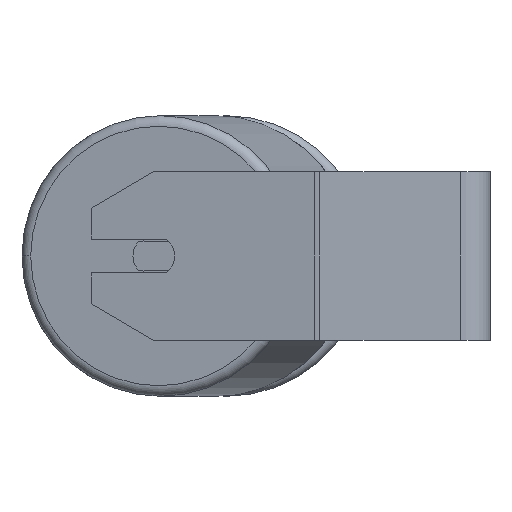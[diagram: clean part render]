
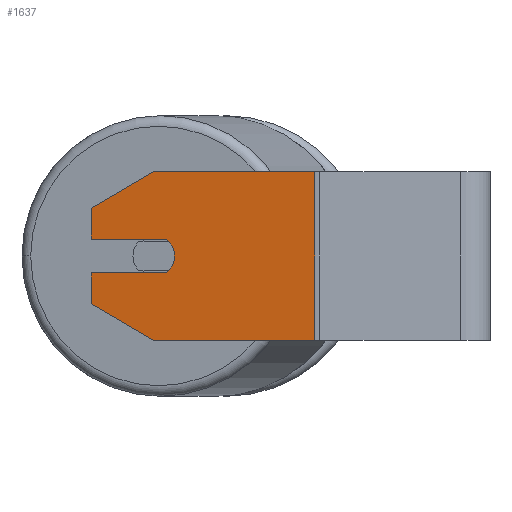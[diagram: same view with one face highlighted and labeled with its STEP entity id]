
A CAD part, left-side view. The second image highlights one B-rep face of the part: STEP entity #1637.
In plain terms, the highlighted planar face has unit normal (-0.985, 0.174, 0).
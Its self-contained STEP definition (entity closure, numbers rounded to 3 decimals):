
#66 = ORIENTED_EDGE ( 'NONE', *, *, #158, .F. ) ;
#143 = ORIENTED_EDGE ( 'NONE', *, *, #4217, .T. ) ;
#158 = EDGE_CURVE ( 'NONE', #7338, #7499, #3559, .T. ) ;
#164 = CARTESIAN_POINT ( 'NONE',  ( -287.38, 153.466, -8. ) ) ;
#210 = VECTOR ( 'NONE', #3754, 1000. ) ;
#327 = LINE ( 'NONE', #5516, #3757 ) ;
#371 = CARTESIAN_POINT ( 'NONE',  ( -281.129, 188.919, 40. ) ) ;
#491 = DIRECTION ( 'NONE',  ( -0.174, -0.985, 0. ) ) ;
#529 = VERTEX_POINT ( 'NONE', #4473 ) ;
#642 = EDGE_CURVE ( 'NONE', #529, #974, #4734, .T. ) ;
#929 = VERTEX_POINT ( 'NONE', #1949 ) ;
#974 = VERTEX_POINT ( 'NONE', #5952 ) ;
#981 = CARTESIAN_POINT ( 'NONE',  ( -281.129, 188.919, -22.679 ) ) ;
#1119 = VECTOR ( 'NONE', #4133, 1000. ) ;
#1161 = VERTEX_POINT ( 'NONE', #981 ) ;
#1201 = EDGE_CURVE ( 'NONE', #1741, #974, #6851, .T. ) ;
#1454 = CARTESIAN_POINT ( 'NONE',  ( -286.338, 159.375, -40. ) ) ;
#1488 = CARTESIAN_POINT ( 'NONE',  ( -281.129, 188.919, 40. ) ) ;
#1637 = ADVANCED_FACE ( 'NONE', ( #7528 ), #4251, .F. ) ;
#1741 = VERTEX_POINT ( 'NONE', #7654 ) ;
#1806 = DIRECTION ( 'NONE',  ( -0.985, 0.174, 0. ) ) ;
#1836 = VECTOR ( 'NONE', #4000, 1000. ) ;
#1949 = CARTESIAN_POINT ( 'NONE',  ( -286.338, 159.375, 40. ) ) ;
#1982 = ORIENTED_EDGE ( 'NONE', *, *, #5876, .T. ) ;
#2059 = CARTESIAN_POINT ( 'NONE',  ( -288.075, 149.527, 0. ) ) ;
#2086 = DIRECTION ( 'NONE',  ( -0.174, -0.985, 0. ) ) ;
#2108 = CIRCLE ( 'NONE', #6434, 10. ) ;
#2141 = EDGE_CURVE ( 'NONE', #7499, #529, #2108, .T. ) ;
#2321 = LINE ( 'NONE', #5742, #4858 ) ;
#2464 = LINE ( 'NONE', #5047, #7836 ) ;
#2631 = AXIS2_PLACEMENT_3D ( 'NONE', #371, #4888, #3563 ) ;
#2741 = VERTEX_POINT ( 'NONE', #1454 ) ;
#2935 = VERTEX_POINT ( 'NONE', #3781 ) ;
#3032 = EDGE_CURVE ( 'NONE', #929, #2935, #2464, .T. ) ;
#3329 = EDGE_CURVE ( 'NONE', #2741, #3705, #5126, .T. ) ;
#3514 = ORIENTED_EDGE ( 'NONE', *, *, #4718, .T. ) ;
#3559 = CIRCLE ( 'NONE', #4506, 10. ) ;
#3563 = DIRECTION ( 'NONE',  ( 0.174, 0.985, 0. ) ) ;
#3705 = VERTEX_POINT ( 'NONE', #5625 ) ;
#3721 = CARTESIAN_POINT ( 'NONE',  ( -286.338, 159.375, 0. ) ) ;
#3754 = DIRECTION ( 'NONE',  ( 0.15, 0.853, -0.5 ) ) ;
#3757 = VECTOR ( 'NONE', #6195, 1000. ) ;
#3781 = CARTESIAN_POINT ( 'NONE',  ( -299.787, 83.102, 40. ) ) ;
#3803 = ORIENTED_EDGE ( 'NONE', *, *, #5380, .F. ) ;
#4000 = DIRECTION ( 'NONE',  ( 0., 0., -1. ) ) ;
#4133 = DIRECTION ( 'NONE',  ( 0.174, 0.985, 0. ) ) ;
#4217 = EDGE_CURVE ( 'NONE', #6390, #1161, #7319, .T. ) ;
#4251 = PLANE ( 'NONE',  #2631 ) ;
#4348 = DIRECTION ( 'NONE',  ( 0., 0., -1. ) ) ;
#4433 = CARTESIAN_POINT ( 'NONE',  ( -281.129, 188.919, 22.679 ) ) ;
#4473 = CARTESIAN_POINT ( 'NONE',  ( -287.38, 153.466, 8. ) ) ;
#4506 = AXIS2_PLACEMENT_3D ( 'NONE', #5641, #6319, #491 ) ;
#4718 = EDGE_CURVE ( 'NONE', #929, #1741, #6988, .T. ) ;
#4734 = LINE ( 'NONE', #6042, #1119 ) ;
#4858 = VECTOR ( 'NONE', #5831, 1000. ) ;
#4888 = DIRECTION ( 'NONE',  ( 0.985, -0.174, 0. ) ) ;
#5039 = DIRECTION ( 'NONE',  ( -0.174, -0.985, 0. ) ) ;
#5047 = CARTESIAN_POINT ( 'NONE',  ( -281.129, 188.919, 40. ) ) ;
#5099 = EDGE_CURVE ( 'NONE', #6390, #7338, #5860, .T. ) ;
#5126 = LINE ( 'NONE', #7609, #7413 ) ;
#5144 = ORIENTED_EDGE ( 'NONE', *, *, #642, .F. ) ;
#5247 = VECTOR ( 'NONE', #2086, 1000. ) ;
#5295 = ORIENTED_EDGE ( 'NONE', *, *, #2141, .F. ) ;
#5301 = ORIENTED_EDGE ( 'NONE', *, *, #5099, .F. ) ;
#5380 = EDGE_CURVE ( 'NONE', #2935, #3705, #327, .T. ) ;
#5394 = ORIENTED_EDGE ( 'NONE', *, *, #1201, .T. ) ;
#5516 = CARTESIAN_POINT ( 'NONE',  ( -299.787, 83.102, 40. ) ) ;
#5610 = CARTESIAN_POINT ( 'NONE',  ( -281.129, 188.919, 40. ) ) ;
#5625 = CARTESIAN_POINT ( 'NONE',  ( -299.787, 83.102, -40. ) ) ;
#5641 = CARTESIAN_POINT ( 'NONE',  ( -286.338, 159.375, 0. ) ) ;
#5742 = CARTESIAN_POINT ( 'NONE',  ( -286.338, 159.375, -40. ) ) ;
#5831 = DIRECTION ( 'NONE',  ( -0.15, -0.853, -0.5 ) ) ;
#5860 = LINE ( 'NONE', #164, #5247 ) ;
#5876 = EDGE_CURVE ( 'NONE', #1161, #2741, #2321, .T. ) ;
#5952 = CARTESIAN_POINT ( 'NONE',  ( -281.129, 188.919, 8. ) ) ;
#6042 = CARTESIAN_POINT ( 'NONE',  ( -287.38, 153.466, 8. ) ) ;
#6195 = DIRECTION ( 'NONE',  ( 0., 0., -1. ) ) ;
#6228 = ORIENTED_EDGE ( 'NONE', *, *, #3032, .F. ) ;
#6237 = EDGE_LOOP ( 'NONE', ( #66, #5301, #143, #1982, #7300, #3803, #6228, #3514, #5394, #5144, #5295 ) ) ;
#6319 = DIRECTION ( 'NONE',  ( -0.985, 0.174, 0. ) ) ;
#6390 = VERTEX_POINT ( 'NONE', #7968 ) ;
#6434 = AXIS2_PLACEMENT_3D ( 'NONE', #3721, #1806, #7039 ) ;
#6661 = CARTESIAN_POINT ( 'NONE',  ( -287.38, 153.466, -8. ) ) ;
#6839 = VECTOR ( 'NONE', #4348, 1000. ) ;
#6851 = LINE ( 'NONE', #5610, #6839 ) ;
#6988 = LINE ( 'NONE', #4433, #210 ) ;
#7039 = DIRECTION ( 'NONE',  ( -0.174, -0.985, 0. ) ) ;
#7300 = ORIENTED_EDGE ( 'NONE', *, *, #3329, .T. ) ;
#7319 = LINE ( 'NONE', #1488, #1836 ) ;
#7338 = VERTEX_POINT ( 'NONE', #6661 ) ;
#7413 = VECTOR ( 'NONE', #5039, 1000. ) ;
#7499 = VERTEX_POINT ( 'NONE', #2059 ) ;
#7528 = FACE_OUTER_BOUND ( 'NONE', #6237, .T. ) ;
#7609 = CARTESIAN_POINT ( 'NONE',  ( -281.129, 188.919, -40. ) ) ;
#7654 = CARTESIAN_POINT ( 'NONE',  ( -281.129, 188.919, 22.679 ) ) ;
#7658 = DIRECTION ( 'NONE',  ( -0.174, -0.985, 0. ) ) ;
#7836 = VECTOR ( 'NONE', #7658, 1000. ) ;
#7968 = CARTESIAN_POINT ( 'NONE',  ( -281.129, 188.919, -8. ) ) ;
